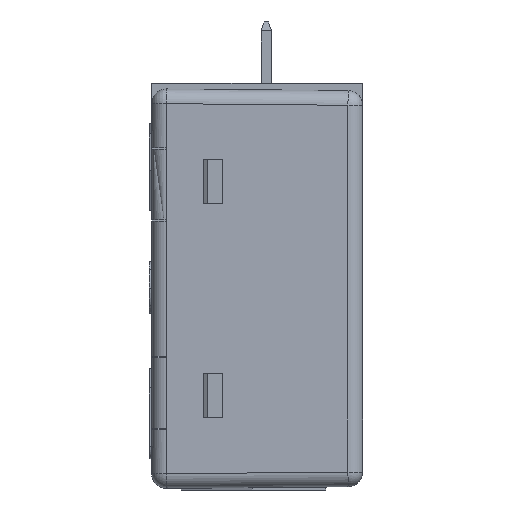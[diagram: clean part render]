
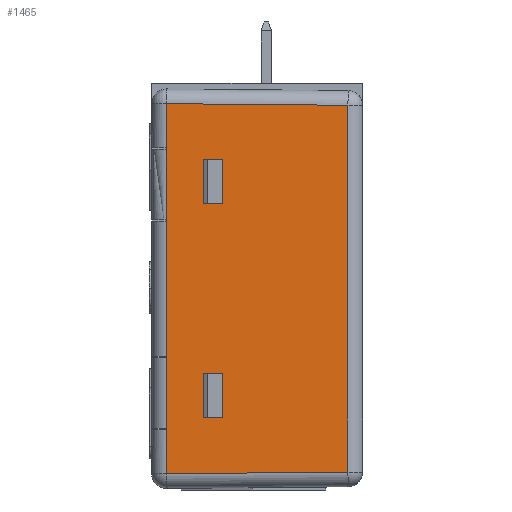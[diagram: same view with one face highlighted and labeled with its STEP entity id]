
A CAD part, left-side view. The second image highlights one B-rep face of the part: STEP entity #1465.
In plain terms, the highlighted planar face has unit normal (-1, -0.009, 0).
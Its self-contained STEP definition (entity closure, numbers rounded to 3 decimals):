
#154 = DIRECTION ( 'NONE',  ( -0.009, 1., 0.009 ) ) ;
#161 = VECTOR ( 'NONE', #154, 1000. ) ;
#201 = FACE_OUTER_BOUND ( 'NONE', #13498, .T. ) ;
#414 = CARTESIAN_POINT ( 'NONE',  ( -18.298, -0.229, -12.598 ) ) ;
#598 = VECTOR ( 'NONE', #2773, 1000. ) ;
#635 = VERTEX_POINT ( 'NONE', #2590 ) ;
#676 = ORIENTED_EDGE ( 'NONE', *, *, #14982, .T. ) ;
#936 = CARTESIAN_POINT ( 'NONE',  ( -18.258, -4.8, -8.791 ) ) ;
#974 = DIRECTION ( 'NONE',  ( 0.009, -1., 0. ) ) ;
#1012 = CARTESIAN_POINT ( 'NONE',  ( -18.258, -4.8, 8.791 ) ) ;
#1030 = VERTEX_POINT ( 'NONE', #5467 ) ;
#1092 = LINE ( 'NONE', #1271, #6979 ) ;
#1271 = CARTESIAN_POINT ( 'NONE',  ( -18.269, -3.5, 13.6 ) ) ;
#1465 = ADVANCED_FACE ( 'NONE', ( #201, #10973, #7802 ), #1918, .T. ) ;
#1542 = CARTESIAN_POINT ( 'NONE',  ( -18.258, -4.8, 13.6 ) ) ;
#1918 = PLANE ( 'NONE',  #13227 ) ;
#2197 = EDGE_CURVE ( 'NONE', #2399, #15355, #3440, .T. ) ;
#2399 = VERTEX_POINT ( 'NONE', #4347 ) ;
#2475 = LINE ( 'NONE', #414, #4190 ) ;
#2590 = CARTESIAN_POINT ( 'NONE',  ( -18.291, -1.009, -12.591 ) ) ;
#2699 = CARTESIAN_POINT ( 'NONE',  ( -18.183, -13.359, 13.475 ) ) ;
#2724 = EDGE_CURVE ( 'NONE', #12381, #6345, #15418, .T. ) ;
#2741 = ORIENTED_EDGE ( 'NONE', *, *, #2197, .T. ) ;
#2773 = DIRECTION ( 'NONE',  ( -0.009, 1., 0. ) ) ;
#2876 = CARTESIAN_POINT ( 'NONE',  ( -18.3, 0., -8.791 ) ) ;
#2993 = CARTESIAN_POINT ( 'NONE',  ( -18.291, -1.009, 13.6 ) ) ;
#2997 = CARTESIAN_POINT ( 'NONE',  ( -18.3, 0., 5.791 ) ) ;
#3440 = LINE ( 'NONE', #3809, #161 ) ;
#3546 = LINE ( 'NONE', #15139, #6367 ) ;
#3608 = CARTESIAN_POINT ( 'NONE',  ( -18.269, -3.5, -8.791 ) ) ;
#3707 = EDGE_CURVE ( 'NONE', #4321, #2399, #10461, .T. ) ;
#3809 = CARTESIAN_POINT ( 'NONE',  ( -18.3, 0.009, 12.6 ) ) ;
#3876 = LINE ( 'NONE', #2993, #11909 ) ;
#4056 = CARTESIAN_POINT ( 'NONE',  ( -18.291, -1.009, 12.591 ) ) ;
#4190 = VECTOR ( 'NONE', #6387, 1000. ) ;
#4321 = VERTEX_POINT ( 'NONE', #12234 ) ;
#4347 = CARTESIAN_POINT ( 'NONE',  ( -18.183, -13.359, 12.483 ) ) ;
#4489 = ORIENTED_EDGE ( 'NONE', *, *, #11043, .T. ) ;
#4712 = LINE ( 'NONE', #12966, #10677 ) ;
#5012 = ORIENTED_EDGE ( 'NONE', *, *, #3707, .T. ) ;
#5236 = VECTOR ( 'NONE', #6592, 1000. ) ;
#5467 = CARTESIAN_POINT ( 'NONE',  ( -18.269, -3.5, -5.791 ) ) ;
#5508 = DIRECTION ( 'NONE',  ( 0., 0., -1. ) ) ;
#5874 = ORIENTED_EDGE ( 'NONE', *, *, #9068, .T. ) ;
#6249 = CARTESIAN_POINT ( 'NONE',  ( -18.258, -4.8, -5.791 ) ) ;
#6345 = VERTEX_POINT ( 'NONE', #936 ) ;
#6367 = VECTOR ( 'NONE', #12755, 1000. ) ;
#6387 = DIRECTION ( 'NONE',  ( 0.009, -1., 0.009 ) ) ;
#6592 = DIRECTION ( 'NONE',  ( -0.009, 1., 0. ) ) ;
#6657 = CARTESIAN_POINT ( 'NONE',  ( -18.3, 0., 13.6 ) ) ;
#6744 = LINE ( 'NONE', #2997, #5236 ) ;
#6928 = LINE ( 'NONE', #1542, #8966 ) ;
#6979 = VECTOR ( 'NONE', #10737, 1000. ) ;
#7170 = EDGE_CURVE ( 'NONE', #6345, #7276, #8170, .T. ) ;
#7276 = VERTEX_POINT ( 'NONE', #3608 ) ;
#7682 = ORIENTED_EDGE ( 'NONE', *, *, #14531, .T. ) ;
#7802 = FACE_BOUND ( 'NONE', #10041, .T. ) ;
#7896 = ORIENTED_EDGE ( 'NONE', *, *, #2724, .T. ) ;
#7909 = ORIENTED_EDGE ( 'NONE', *, *, #14173, .T. ) ;
#8021 = EDGE_LOOP ( 'NONE', ( #7682, #4489, #7896, #14353 ) ) ;
#8100 = CARTESIAN_POINT ( 'NONE',  ( -18.269, -3.5, 5.791 ) ) ;
#8170 = LINE ( 'NONE', #2876, #598 ) ;
#8238 = ORIENTED_EDGE ( 'NONE', *, *, #15300, .T. ) ;
#8408 = VECTOR ( 'NONE', #11094, 1000. ) ;
#8702 = VERTEX_POINT ( 'NONE', #1012 ) ;
#8765 = CARTESIAN_POINT ( 'NONE',  ( -18.269, -3.5, 8.791 ) ) ;
#8966 = VECTOR ( 'NONE', #14715, 1000. ) ;
#9068 = EDGE_CURVE ( 'NONE', #12859, #14452, #6744, .T. ) ;
#9127 = VERTEX_POINT ( 'NONE', #8765 ) ;
#9538 = CARTESIAN_POINT ( 'NONE',  ( -18.258, -4.8, 5.791 ) ) ;
#9792 = VECTOR ( 'NONE', #11557, 1000. ) ;
#10041 = EDGE_LOOP ( 'NONE', ( #14188, #676, #8238, #5874 ) ) ;
#10145 = VECTOR ( 'NONE', #12320, 1000. ) ;
#10268 = ORIENTED_EDGE ( 'NONE', *, *, #13058, .T. ) ;
#10334 = DIRECTION ( 'NONE',  ( -1., -0.009, 0. ) ) ;
#10461 = LINE ( 'NONE', #2699, #8408 ) ;
#10677 = VECTOR ( 'NONE', #974, 1000. ) ;
#10737 = DIRECTION ( 'NONE',  ( 0., 0., 1. ) ) ;
#10973 = FACE_BOUND ( 'NONE', #8021, .T. ) ;
#11043 = EDGE_CURVE ( 'NONE', #1030, #12381, #14517, .T. ) ;
#11094 = DIRECTION ( 'NONE',  ( 0., 0., 1. ) ) ;
#11557 = DIRECTION ( 'NONE',  ( 0.009, -1., 0. ) ) ;
#11707 = CARTESIAN_POINT ( 'NONE',  ( -18.3, 0., -5.791 ) ) ;
#11909 = VECTOR ( 'NONE', #5508, 1000. ) ;
#12234 = CARTESIAN_POINT ( 'NONE',  ( -18.183, -13.359, -12.483 ) ) ;
#12320 = DIRECTION ( 'NONE',  ( 0., 0., -1. ) ) ;
#12381 = VERTEX_POINT ( 'NONE', #6249 ) ;
#12471 = CARTESIAN_POINT ( 'NONE',  ( -18.258, -4.8, 13.6 ) ) ;
#12694 = EDGE_CURVE ( 'NONE', #14452, #9127, #3546, .T. ) ;
#12755 = DIRECTION ( 'NONE',  ( 0., 0., 1. ) ) ;
#12859 = VERTEX_POINT ( 'NONE', #9538 ) ;
#12966 = CARTESIAN_POINT ( 'NONE',  ( -18.3, 0., 8.791 ) ) ;
#13058 = EDGE_CURVE ( 'NONE', #15355, #635, #3876, .T. ) ;
#13227 = AXIS2_PLACEMENT_3D ( 'NONE', #6657, #10334, #14926 ) ;
#13498 = EDGE_LOOP ( 'NONE', ( #10268, #7909, #5012, #2741 ) ) ;
#14173 = EDGE_CURVE ( 'NONE', #635, #4321, #2475, .T. ) ;
#14188 = ORIENTED_EDGE ( 'NONE', *, *, #12694, .T. ) ;
#14353 = ORIENTED_EDGE ( 'NONE', *, *, #7170, .T. ) ;
#14452 = VERTEX_POINT ( 'NONE', #8100 ) ;
#14517 = LINE ( 'NONE', #11707, #9792 ) ;
#14531 = EDGE_CURVE ( 'NONE', #7276, #1030, #1092, .T. ) ;
#14715 = DIRECTION ( 'NONE',  ( 0., 0., -1. ) ) ;
#14926 = DIRECTION ( 'NONE',  ( 0.009, -1., 0. ) ) ;
#14982 = EDGE_CURVE ( 'NONE', #9127, #8702, #4712, .T. ) ;
#15139 = CARTESIAN_POINT ( 'NONE',  ( -18.269, -3.5, 13.6 ) ) ;
#15300 = EDGE_CURVE ( 'NONE', #8702, #12859, #6928, .T. ) ;
#15355 = VERTEX_POINT ( 'NONE', #4056 ) ;
#15418 = LINE ( 'NONE', #12471, #10145 ) ;
